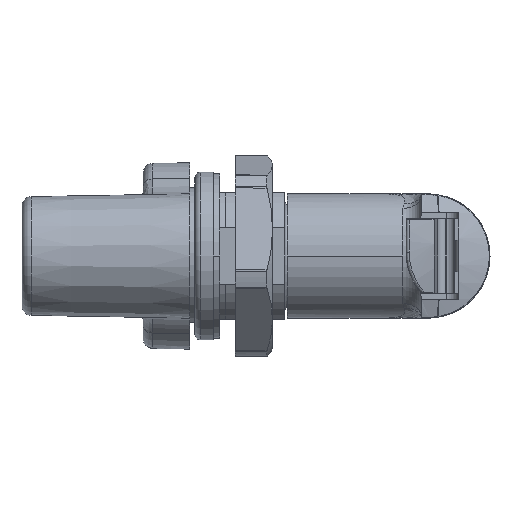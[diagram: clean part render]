
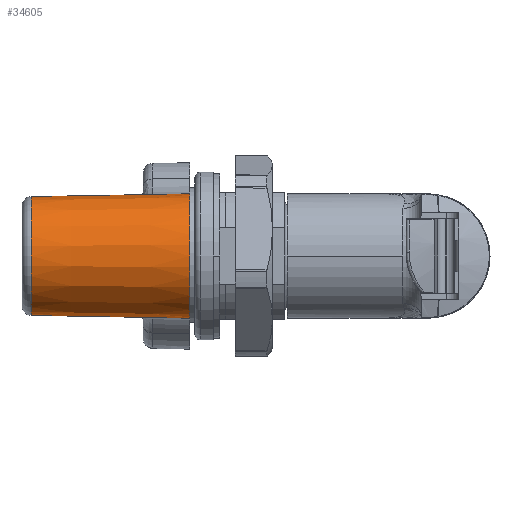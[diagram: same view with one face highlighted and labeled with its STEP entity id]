
A CAD part, left-side view. The second image highlights one B-rep face of the part: STEP entity #34605.
In plain terms, the highlighted conical face has half-angle 1 degrees and reference radius 10 mm.
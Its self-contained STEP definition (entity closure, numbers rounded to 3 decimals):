
#28719 = CARTESIAN_POINT ( 'NONE',  ( -20., 25.526, 9.554 ) ) ;
#28720 = CARTESIAN_POINT ( 'NONE',  ( -20., 25.526, -9.554 ) ) ;
#29049 = DIRECTION ( 'NONE',  ( 0., 0., -1. ) ) ;
#29050 = DIRECTION ( 'NONE',  ( 0., -1., 0. ) ) ;
#29052 = CARTESIAN_POINT ( 'NONE',  ( -20., 25.526, 0. ) ) ;
#29054 = AXIS2_PLACEMENT_3D ( 'NONE', #29052, #29050, #29049 ) ;
#29057 = DIRECTION ( 'NONE',  ( 0., 0., 1. ) ) ;
#29059 = DIRECTION ( 'NONE',  ( 0., -1., 0. ) ) ;
#29061 = CARTESIAN_POINT ( 'NONE',  ( -20., 0., 0. ) ) ;
#29062 = AXIS2_PLACEMENT_3D ( 'NONE', #29061, #29059, #29057 ) ;
#29063 = CONICAL_SURFACE ( 'NONE', #29062, 10., 0.017 ) ;
#29065 = CIRCLE ( 'NONE', #29054, 9.554 ) ;
#29070 = FACE_OUTER_BOUND ( 'NONE', #34607, .T. ) ;
#29319 = CARTESIAN_POINT ( 'NONE',  ( -20., 0., -10. ) ) ;
#29321 = DIRECTION ( 'NONE',  ( 0., -1., -0.017 ) ) ;
#29323 = VECTOR ( 'NONE', #29321, 1000. ) ;
#29324 = CARTESIAN_POINT ( 'NONE',  ( -20., 0., -10. ) ) ;
#29326 = LINE ( 'NONE', #29324, #29323 ) ;
#29432 = DIRECTION ( 'NONE',  ( 0., -1., 0.017 ) ) ;
#29434 = VECTOR ( 'NONE', #29432, 1000. ) ;
#29435 = CARTESIAN_POINT ( 'NONE',  ( -20., 0., 10. ) ) ;
#29437 = LINE ( 'NONE', #29435, #29434 ) ;
#29441 = CARTESIAN_POINT ( 'NONE',  ( -20., 0., 10. ) ) ;
#29443 = DIRECTION ( 'NONE',  ( 0., 0., 1. ) ) ;
#29445 = DIRECTION ( 'NONE',  ( 0., 1., 0. ) ) ;
#29447 = CARTESIAN_POINT ( 'NONE',  ( -20., 0., 0. ) ) ;
#29448 = AXIS2_PLACEMENT_3D ( 'NONE', #29447, #29445, #29443 ) ;
#29450 = CIRCLE ( 'NONE', #29448, 10. ) ;
#34519 = VERTEX_POINT ( 'NONE', #28720 ) ;
#34521 = VERTEX_POINT ( 'NONE', #28719 ) ;
#34605 = ADVANCED_FACE ( 'NONE', ( #29070 ), #29063, .T. ) ;
#34607 = EDGE_LOOP ( 'NONE', ( #34608, #34706, #34710, #34713 ) ) ;
#34608 = ORIENTED_EDGE ( 'NONE', *, *, #34609, .T. ) ;
#34609 = EDGE_CURVE ( 'NONE', #34521, #34519, #29065, .T. ) ;
#34706 = ORIENTED_EDGE ( 'NONE', *, *, #34707, .T. ) ;
#34707 = EDGE_CURVE ( 'NONE', #34519, #34708, #29326, .T. ) ;
#34708 = VERTEX_POINT ( 'NONE', #29319 ) ;
#34710 = ORIENTED_EDGE ( 'NONE', *, *, #34711, .T. ) ;
#34711 = EDGE_CURVE ( 'NONE', #34708, #34712, #29450, .T. ) ;
#34712 = VERTEX_POINT ( 'NONE', #29441 ) ;
#34713 = ORIENTED_EDGE ( 'NONE', *, *, #34715, .F. ) ;
#34715 = EDGE_CURVE ( 'NONE', #34521, #34712, #29437, .T. ) ;
